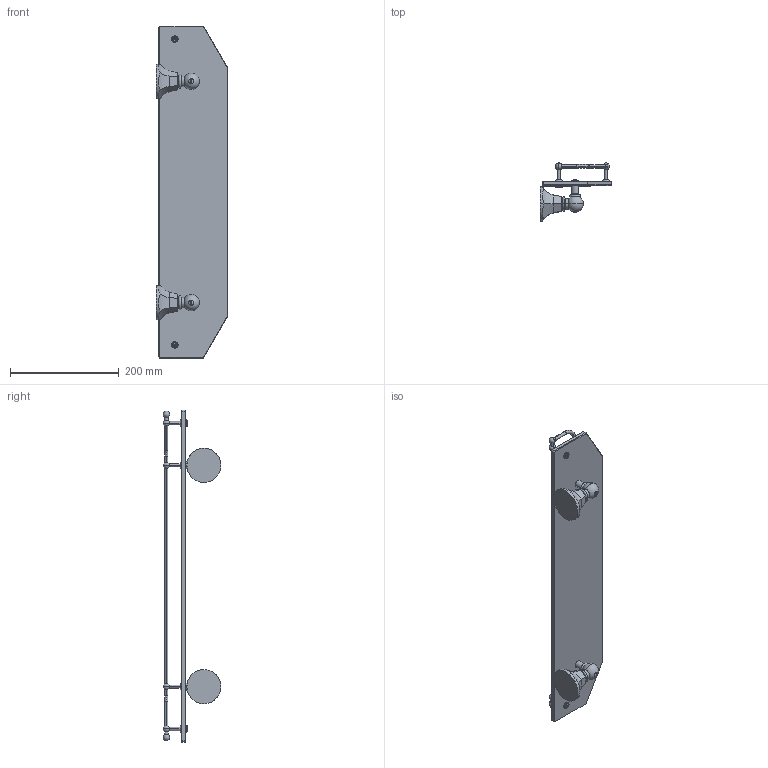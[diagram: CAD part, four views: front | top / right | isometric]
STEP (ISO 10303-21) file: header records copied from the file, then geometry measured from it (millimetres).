
FILE_DESCRIPTION((''),'2;1');
FILE_NAME('635T-24','2022-02-07T10:33:42',('rsmith'),(''),'CREO PARAMETRIC BY PTC INC, 2018400','CREO PARAMETRIC BY PTC INC, 2018400','');
FILE_SCHEMA(('AUTOMOTIVE_DESIGN { 1 0 10303 214 1 1 1 1 }'));
Length unit declared in the file: inch
Products named in the file (1): 635T-24
Bounding box: 130.91 x 106.22 x 609.6 mm (x, y, z)
Volume: 775805.2 mm3; surface area: 207305.1 mm2
Topology: 3 solids, 3 shells, 240 faces, 538 edges, 318 vertices
Faces by surface type: cylinder 94, plane 68, torus 40, sphere 26, cone 12
Entity records: 10480 total; most frequent: CARTESIAN_POINT 1836, DIRECTION 1246, ORIENTED_EDGE 1036, PRESENTATION_STYLE_ASSIGNMENT 728, AXIS2_PLACEMENT_3D 534, STYLED_ITEM 523, CURVE_STYLE 518, EDGE_CURVE 518
